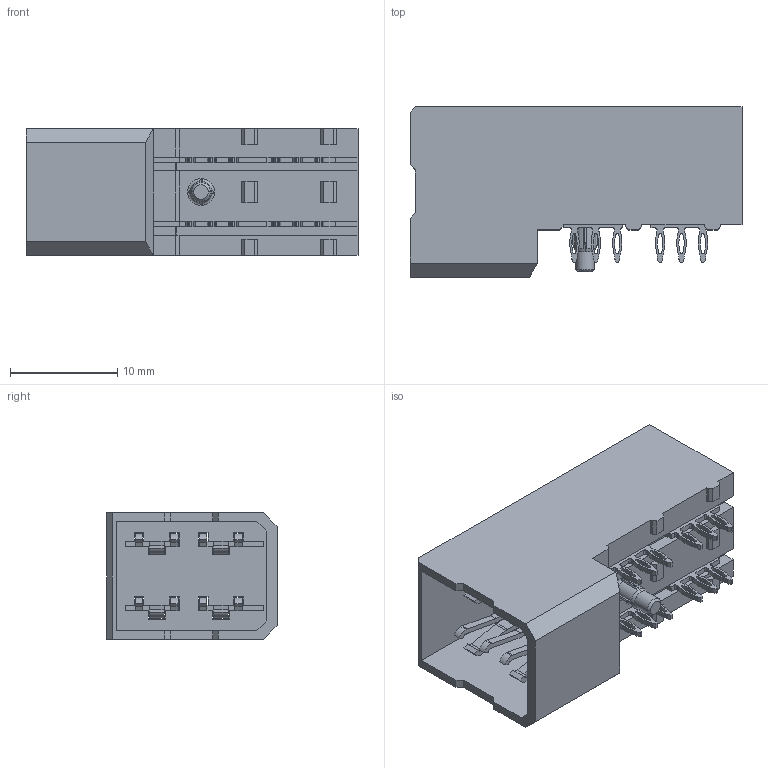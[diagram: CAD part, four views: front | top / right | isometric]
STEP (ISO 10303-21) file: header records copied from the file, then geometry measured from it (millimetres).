
FILE_DESCRIPTION (( 'STEP AP214' ), '1' );
FILE_NAME ('EPTT-2-P-11.5-D-RA.STEP', '2017-07-25T11:48:42', ( '' ), ( '' ), 'SwSTEP 2.0', 'SolidWorks 2014', '' );
FILE_SCHEMA (( 'AUTOMOTIVE_DESIGN' ));
Length unit declared in the file: millimetre
Products named in the file (3): _EPTT-2-P-11.5-D-RA-_pins; _EPTT-2-P-11.5-D-RA-_housing; EPTT-2-P-11.5-D-RA
Assembly tree (2 placements, depth 2):
  EPTT-2-P-11.5-D-RA
    _EPTT-2-P-11.5-D-RA-_housing
    _EPTT-2-P-11.5-D-RA-_pins
Bounding box: 31 x 15.9 x 11.85 mm (x, y, z)
Volume: 3154.5 mm3; surface area: 4739.6 mm2
Topology: 2 solids, 2 shells, 600 faces, 1781 edges, 1184 vertices
Faces by surface type: plane 366, cylinder 227, cone 5, torus 2
Entity records: 27024 total; most frequent: CARTESIAN_POINT 3786, ORIENTED_EDGE 3562, DIRECTION 3411, EDGE_CURVE 1781, LINE 1299, VECTOR 1299, VERTEX_POINT 1184, AXIS2_PLACEMENT_3D 1056
